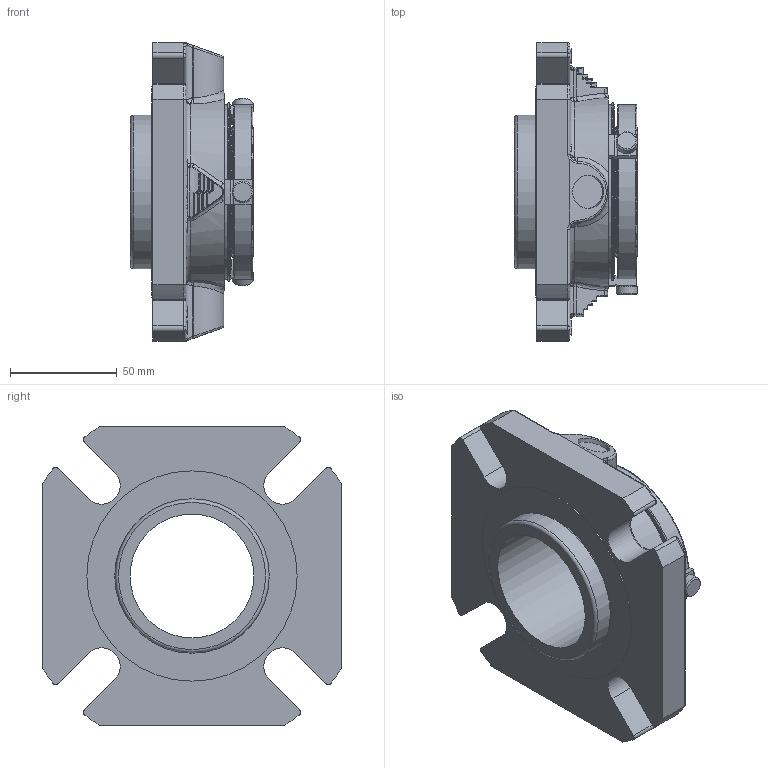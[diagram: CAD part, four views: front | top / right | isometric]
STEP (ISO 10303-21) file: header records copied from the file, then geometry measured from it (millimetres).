
FILE_DESCRIPTION(/* description */ ('Unknown'),/* implementation_level */ '2;1');
FILE_NAME(/* name */ '58mm SMSS SEAL ARRANGEMENT',/* time_stamp */ '2023-05-09T10:51:03+01:00',/* author */ ('Unknown'),/* organization */ ('Unknown'),/* preprocessor_version */ 'ST-DEVELOPER v18.102',/* originating_system */ 'Solid Edge',/* authorisation */ 'Unknown');
FILE_SCHEMA (('AUTOMOTIVE_DESIGN {1 0 10303 214 3 1 1}'));
Length unit declared in the file: millimetre
Products named in the file (1): 58mm
Bounding box: 57.63 x 139.7 x 139.7 mm (x, y, z)
Volume: 351436.2 mm3; surface area: 66724.9 mm2
Topology: 1 solids, 1 shells, 848 faces, 2187 edges, 1354 vertices
Faces by surface type: cylinder 300, plane 265, bspline 159, torus 79, sphere 35, cone 10
Full cylindrical faces by diameter (mm): 4.837 x2, 10 x3, 15.5 x2, 57.988 x1, 60.376 x1, 60.808 x1, 61.316 x1, 71.984 x1, 82.042 x2, 83.566 x1, 98.5 x1
Entity records: 28774 total; most frequent: CARTESIAN_POINT 9069, ORIENTED_EDGE 4256, DIRECTION 3888, EDGE_CURVE 2128, AXIS2_PLACEMENT_3D 1439, VERTEX_POINT 1344, LINE 1010, VECTOR 1010
